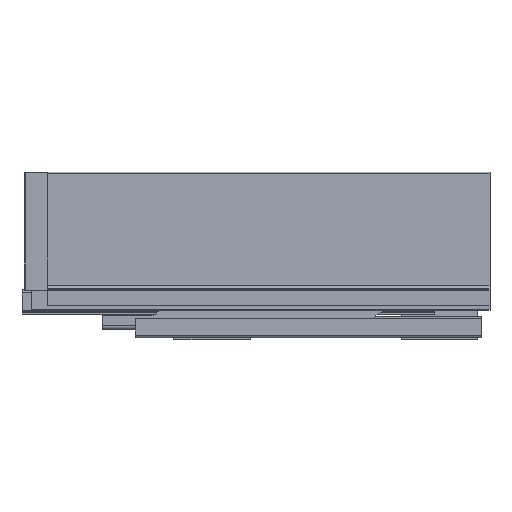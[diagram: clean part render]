
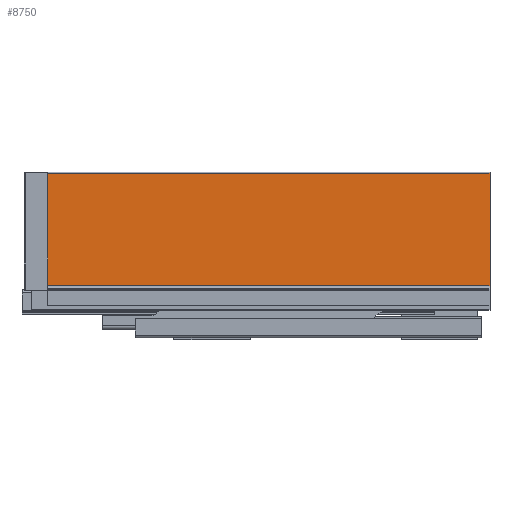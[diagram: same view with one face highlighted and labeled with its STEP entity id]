
A CAD part, top view. The second image highlights one B-rep face of the part: STEP entity #8750.
In plain terms, the highlighted planar face has unit normal (0, 0, 1).
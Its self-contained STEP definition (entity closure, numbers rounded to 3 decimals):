
#626 = CARTESIAN_POINT ( 'NONE',  ( -392., 116., 14. ) ) ;
#1233 = LINE ( 'NONE', #626, #7584 ) ;
#1603 = FACE_OUTER_BOUND ( 'NONE', #6143, .T. ) ;
#1751 = DIRECTION ( 'NONE',  ( 1., 0., 0. ) ) ;
#2033 = VECTOR ( 'NONE', #1751, 1000. ) ;
#2410 = ORIENTED_EDGE ( 'NONE', *, *, #7892, .F. ) ;
#2452 = LINE ( 'NONE', #9190, #2033 ) ;
#2854 = EDGE_CURVE ( 'NONE', #6352, #6330, #1233, .T. ) ;
#3079 = VECTOR ( 'NONE', #9035, 1000. ) ;
#3180 = EDGE_CURVE ( 'NONE', #6352, #9265, #6303, .T. ) ;
#3195 = ORIENTED_EDGE ( 'NONE', *, *, #3180, .T. ) ;
#3310 = DIRECTION ( 'NONE',  ( 1., 0., 0. ) ) ;
#3869 = CARTESIAN_POINT ( 'NONE',  ( 0., 20.5, 14. ) ) ;
#4389 = CARTESIAN_POINT ( 'NONE',  ( 0., 116., 14. ) ) ;
#4783 = CARTESIAN_POINT ( 'NONE',  ( -375.5, 116., 14. ) ) ;
#4808 = CARTESIAN_POINT ( 'NONE',  ( -375.5, 20.5, 14. ) ) ;
#5070 = AXIS2_PLACEMENT_3D ( 'NONE', #5921, #8200, #5304 ) ;
#5259 = PLANE ( 'NONE',  #5070 ) ;
#5298 = ORIENTED_EDGE ( 'NONE', *, *, #7086, .T. ) ;
#5304 = DIRECTION ( 'NONE',  ( 0., -1., 0. ) ) ;
#5407 = DIRECTION ( 'NONE',  ( 0., -1., 0. ) ) ;
#5610 = CARTESIAN_POINT ( 'NONE',  ( 0., 116., 14. ) ) ;
#5727 = VERTEX_POINT ( 'NONE', #3869 ) ;
#5921 = CARTESIAN_POINT ( 'NONE',  ( -392., 116., 14. ) ) ;
#6143 = EDGE_LOOP ( 'NONE', ( #6953, #3195, #5298, #2410 ) ) ;
#6303 = LINE ( 'NONE', #4783, #8927 ) ;
#6330 = VERTEX_POINT ( 'NONE', #5610 ) ;
#6352 = VERTEX_POINT ( 'NONE', #7889 ) ;
#6953 = ORIENTED_EDGE ( 'NONE', *, *, #2854, .F. ) ;
#7086 = EDGE_CURVE ( 'NONE', #9265, #5727, #2452, .T. ) ;
#7287 = LINE ( 'NONE', #4389, #3079 ) ;
#7584 = VECTOR ( 'NONE', #3310, 1000. ) ;
#7889 = CARTESIAN_POINT ( 'NONE',  ( -375.5, 116., 14. ) ) ;
#7892 = EDGE_CURVE ( 'NONE', #6330, #5727, #7287, .T. ) ;
#8200 = DIRECTION ( 'NONE',  ( 0., 0., 1. ) ) ;
#8750 = ADVANCED_FACE ( 'NONE', ( #1603 ), #5259, .T. ) ;
#8927 = VECTOR ( 'NONE', #5407, 1000. ) ;
#9035 = DIRECTION ( 'NONE',  ( 0., -1., 0. ) ) ;
#9190 = CARTESIAN_POINT ( 'NONE',  ( 0., 20.5, 14. ) ) ;
#9265 = VERTEX_POINT ( 'NONE', #4808 ) ;
